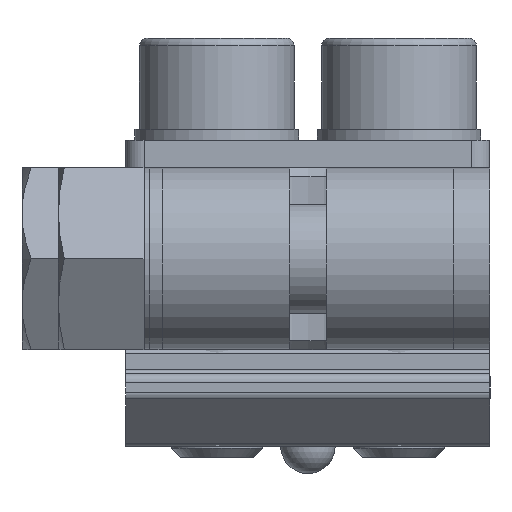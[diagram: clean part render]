
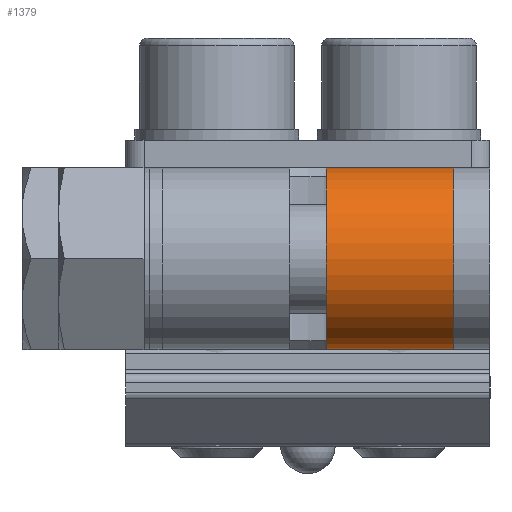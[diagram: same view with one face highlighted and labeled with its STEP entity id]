
A CAD part, left-side view. The second image highlights one B-rep face of the part: STEP entity #1379.
In plain terms, the highlighted cylindrical face has radius 5 mm (diameter 10 mm), a partial arc.
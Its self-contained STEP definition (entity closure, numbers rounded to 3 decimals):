
#1041=CARTESIAN_POINT('',(-24.976,-8.,0.0));
#1042=VERTEX_POINT('',#1041);
#1049=CARTESIAN_POINT('',(-24.976,-1.0,0.0));
#1050=VERTEX_POINT('',#1049);
#1051=CARTESIAN_POINT('',(-24.976,-1.,0.0));
#1052=DIRECTION('',(0.0,-1.0,0.0));
#1053=VECTOR('',#1052,7.);
#1054=LINE('',#1051,#1053);
#1055=EDGE_CURVE('',#1050,#1042,#1054,.T.);
#1129=CARTESIAN_POINT('',(-24.976,-8.,10.0));
#1130=VERTEX_POINT('',#1129);
#1137=CARTESIAN_POINT('',(-24.976,-8.,5.0));
#1138=DIRECTION('',(0.,1.0,0.));
#1139=DIRECTION('',(-0.707,0.,0.707));
#1140=AXIS2_PLACEMENT_3D('',#1137,#1138,#1139);
#1141=CIRCLE('',#1140,5.);
#1142=EDGE_CURVE('',#1042,#1130,#1141,.T.);
#1288=CARTESIAN_POINT('',(-24.976,-1.0,10.0));
#1289=VERTEX_POINT('',#1288);
#1290=CARTESIAN_POINT('',(-24.976,-1.,5.0));
#1291=DIRECTION('',(0.,-1.0,0.));
#1292=DIRECTION('',(-0.707,0.,0.707));
#1293=AXIS2_PLACEMENT_3D('',#1290,#1291,#1292);
#1294=CIRCLE('',#1293,5.);
#1295=EDGE_CURVE('',#1289,#1050,#1294,.T.);
#1363=CARTESIAN_POINT('',(-24.976,-4.,5.0));
#1364=DIRECTION('',(0.,-1.0,0.0));
#1365=DIRECTION('',(-0.707,0.,-0.707));
#1366=AXIS2_PLACEMENT_3D('',#1363,#1364,#1365);
#1367=CYLINDRICAL_SURFACE('',#1366,5.0);
#1368=ORIENTED_EDGE('',*,*,#1142,.T.);
#1369=CARTESIAN_POINT('',(-24.976,-8.,10.0));
#1370=DIRECTION('',(0.0,1.0,0.0));
#1371=VECTOR('',#1370,7.);
#1372=LINE('',#1369,#1371);
#1373=EDGE_CURVE('',#1130,#1289,#1372,.T.);
#1374=ORIENTED_EDGE('',*,*,#1373,.T.);
#1375=ORIENTED_EDGE('',*,*,#1295,.T.);
#1376=ORIENTED_EDGE('',*,*,#1055,.T.);
#1377=EDGE_LOOP('',(#1368,#1374,#1375,#1376));
#1378=FACE_OUTER_BOUND('',#1377,.T.);
#1379=ADVANCED_FACE('',(#1378),#1367,.T.);
